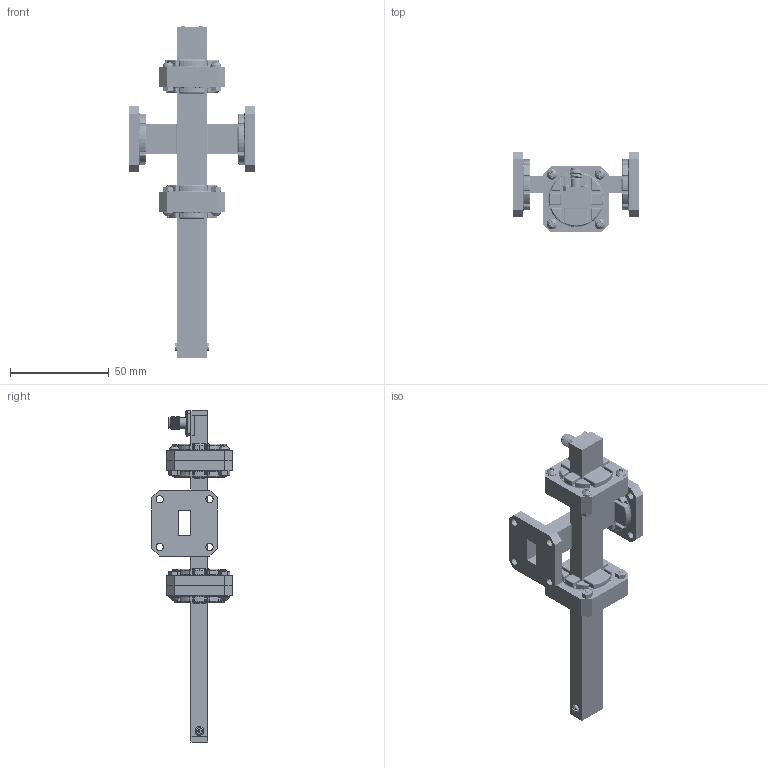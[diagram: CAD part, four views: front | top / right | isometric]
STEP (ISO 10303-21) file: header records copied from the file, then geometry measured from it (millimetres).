
FILE_DESCRIPTION (( 'STEP AP214' ), '1' );
FILE_NAME ('PEWCT1052.STEP', '2017-06-28T22:46:59', ( '' ), ( '' ), 'SwSTEP 2.0', 'SolidWorks 2014', '' );
FILE_SCHEMA (( 'AUTOMOTIVE_DESIGN' ));
Length unit declared in the file: inch
Products named in the file (9): Copy of Nut^PEWCT1008; PEWTR1003; Copy of Nut^PEWCT1052; PEWCP1043; Copy of M3 ROUND HD SCREW^PEWCT1052; PEWCT1008; PEWCT1052; PEWCA1002; Copy of M3 ROUND HD SCREW^PEWCT1008
Assembly tree (20 placements, depth 3):
  PEWCT1052
    PEWCT1008
      PEWCP1043
      PEWTR1003
      Copy of M3 ROUND HD SCREW^PEWCT1008  x4
      Copy of Nut^PEWCT1008  x4
    PEWCA1002
    Copy of M3 ROUND HD SCREW^PEWCT1052  x4
    Copy of Nut^PEWCT1052  x4
Bounding box: 63.5 x 40.82 x 168.41 mm (x, y, z)
Volume: 46327.8 mm3; surface area: 40249 mm2
Topology: 25 solids, 25 shells, 2512 faces, 6294 edges, 3764 vertices
Faces by surface type: cylinder 1108, plane 642, cone 387, torus 132, sphere 132, bspline 111
Entity records: 66537 total; most frequent: CARTESIAN_POINT 25394, ORIENTED_EDGE 7784, DIRECTION 7716, EDGE_CURVE 3892, AXIS2_PLACEMENT_3D 3010, VERTEX_POINT 2336, EDGE_LOOP 1696, LINE 1696
